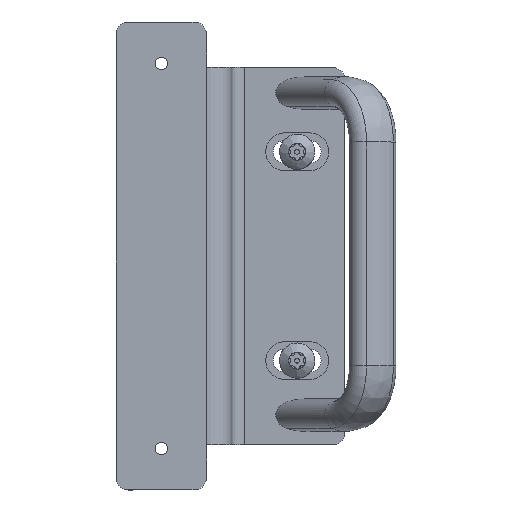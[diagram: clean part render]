
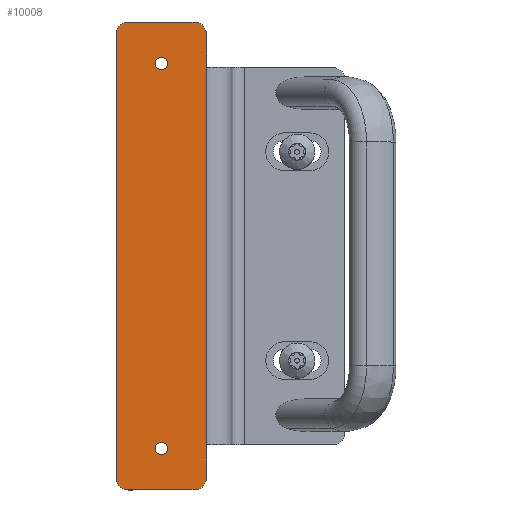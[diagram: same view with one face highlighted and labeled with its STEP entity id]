
A CAD part, top view. The second image highlights one B-rep face of the part: STEP entity #10008.
In plain terms, the highlighted planar face has unit normal (0, 0, 1).
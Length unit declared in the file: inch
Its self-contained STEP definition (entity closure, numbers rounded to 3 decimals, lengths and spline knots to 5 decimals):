
#131 = CARTESIAN_POINT ( 'NONE',  ( -1.08268, 3.11024, 0.90551 ) ) ;
#137 = LINE ( 'NONE', #826, #7312 ) ;
#161 = ORIENTED_EDGE ( 'NONE', *, *, #10297, .T. ) ;
#273 = VERTEX_POINT ( 'NONE', #6758 ) ;
#453 = CARTESIAN_POINT ( 'NONE',  ( -1.08268, -3.01181, 0.90551 ) ) ;
#498 = DIRECTION ( 'NONE',  ( 0., 0., 1. ) ) ;
#529 = CIRCLE ( 'NONE', #2217, 0.19685 ) ;
#600 = DIRECTION ( 'NONE',  ( 0., 0., 1. ) ) ;
#649 = DIRECTION ( 'NONE',  ( 0., 1., 0. ) ) ;
#678 = LINE ( 'NONE', #3695, #10251 ) ;
#737 = AXIS2_PLACEMENT_3D ( 'NONE', #2533, #5736, #1732 ) ;
#764 = VERTEX_POINT ( 'NONE', #8076 ) ;
#826 = CARTESIAN_POINT ( 'NONE',  ( -1.08268, 3.66142, 0.90551 ) ) ;
#908 = CIRCLE ( 'NONE', #4605, 0.09843 ) ;
#1053 = VERTEX_POINT ( 'NONE', #10299 ) ;
#1195 = ORIENTED_EDGE ( 'NONE', *, *, #3619, .T. ) ;
#1201 = CARTESIAN_POINT ( 'NONE',  ( -1.59449, 3.46457, 0.90551 ) ) ;
#1223 = ORIENTED_EDGE ( 'NONE', *, *, #5271, .T. ) ;
#1260 = VECTOR ( 'NONE', #2800, 39.37008 ) ;
#1270 = AXIS2_PLACEMENT_3D ( 'NONE', #7663, #10202, #4668 ) ;
#1317 = CIRCLE ( 'NONE', #4332, 0.19685 ) ;
#1495 = ORIENTED_EDGE ( 'NONE', *, *, #4790, .T. ) ;
#1504 = CARTESIAN_POINT ( 'NONE',  ( -1.59449, -3.46457, 0.90551 ) ) ;
#1553 = EDGE_CURVE ( 'NONE', #764, #764, #4372, .T. ) ;
#1575 = LINE ( 'NONE', #3370, #2852 ) ;
#1620 = LINE ( 'NONE', #4827, #10060 ) ;
#1732 = DIRECTION ( 'NONE',  ( 0., -1., 0. ) ) ;
#1830 = VERTEX_POINT ( 'NONE', #3547 ) ;
#1863 = CARTESIAN_POINT ( 'NONE',  ( -1.79134, 0., 0.90551 ) ) ;
#2137 = VECTOR ( 'NONE', #9758, 39.37008 ) ;
#2169 = VERTEX_POINT ( 'NONE', #3881 ) ;
#2217 = AXIS2_PLACEMENT_3D ( 'NONE', #1504, #600, #649 ) ;
#2276 = CIRCLE ( 'NONE', #1270, 0.19685 ) ;
#2407 = DIRECTION ( 'NONE',  ( -1., 0., 0. ) ) ;
#2509 = VERTEX_POINT ( 'NONE', #131 ) ;
#2533 = CARTESIAN_POINT ( 'NONE',  ( -1.08268, 0., 0.90551 ) ) ;
#2683 = FACE_BOUND ( 'NONE', #5875, .T. ) ;
#2800 = DIRECTION ( 'NONE',  ( 0., 1., 0. ) ) ;
#2852 = VECTOR ( 'NONE', #9780, 39.37008 ) ;
#2886 = CARTESIAN_POINT ( 'NONE',  ( -0.37402, -2.95276, 0.90551 ) ) ;
#3107 = AXIS2_PLACEMENT_3D ( 'NONE', #1201, #6874, #4395 ) ;
#3155 = EDGE_CURVE ( 'NONE', #3263, #8963, #678, .T. ) ;
#3263 = VERTEX_POINT ( 'NONE', #4681 ) ;
#3340 = VERTEX_POINT ( 'NONE', #8893 ) ;
#3370 = CARTESIAN_POINT ( 'NONE',  ( -0.37402, 0., 0.90551 ) ) ;
#3419 = EDGE_CURVE ( 'NONE', #273, #2169, #1575, .T. ) ;
#3547 = CARTESIAN_POINT ( 'NONE',  ( -1.79134, 3.46457, 0.90551 ) ) ;
#3619 = EDGE_CURVE ( 'NONE', #4418, #3263, #529, .T. ) ;
#3695 = CARTESIAN_POINT ( 'NONE',  ( -1.08268, -3.66142, 0.90551 ) ) ;
#3881 = CARTESIAN_POINT ( 'NONE',  ( -0.37402, 3.46457, 0.90551 ) ) ;
#3999 = VERTEX_POINT ( 'NONE', #2886 ) ;
#4134 = EDGE_CURVE ( 'NONE', #8963, #3340, #1317, .T. ) ;
#4332 = AXIS2_PLACEMENT_3D ( 'NONE', #8441, #498, #8493 ) ;
#4372 = CIRCLE ( 'NONE', #6569, 0.09843 ) ;
#4395 = DIRECTION ( 'NONE',  ( 0., 1., 0. ) ) ;
#4418 = VERTEX_POINT ( 'NONE', #8730 ) ;
#4605 = AXIS2_PLACEMENT_3D ( 'NONE', #6403, #6294, #8818 ) ;
#4668 = DIRECTION ( 'NONE',  ( 0., 1., 0. ) ) ;
#4681 = CARTESIAN_POINT ( 'NONE',  ( -1.59449, -3.66142, 0.90551 ) ) ;
#4790 = EDGE_CURVE ( 'NONE', #3999, #273, #1620, .T. ) ;
#4801 = ORIENTED_EDGE ( 'NONE', *, *, #6396, .T. ) ;
#4827 = CARTESIAN_POINT ( 'NONE',  ( -0.37402, 0., 0.90551 ) ) ;
#4862 = VERTEX_POINT ( 'NONE', #9874 ) ;
#5271 = EDGE_CURVE ( 'NONE', #3340, #3999, #8363, .T. ) ;
#5528 = ORIENTED_EDGE ( 'NONE', *, *, #7916, .T. ) ;
#5736 = DIRECTION ( 'NONE',  ( 0., 0., 1. ) ) ;
#5875 = EDGE_LOOP ( 'NONE', ( #4801 ) ) ;
#5896 = FACE_OUTER_BOUND ( 'NONE', #6591, .T. ) ;
#6034 = ORIENTED_EDGE ( 'NONE', *, *, #3155, .T. ) ;
#6146 = CARTESIAN_POINT ( 'NONE',  ( -0.57087, -3.66142, 0.90551 ) ) ;
#6294 = DIRECTION ( 'NONE',  ( 0., 0., -1. ) ) ;
#6396 = EDGE_CURVE ( 'NONE', #2509, #2509, #908, .T. ) ;
#6403 = CARTESIAN_POINT ( 'NONE',  ( -1.08268, 3.01181, 0.90551 ) ) ;
#6527 = FACE_BOUND ( 'NONE', #7700, .T. ) ;
#6569 = AXIS2_PLACEMENT_3D ( 'NONE', #453, #10034, #8498 ) ;
#6591 = EDGE_LOOP ( 'NONE', ( #7829, #1223, #1495, #10391, #8092, #9116, #161, #5528, #1195, #6034 ) ) ;
#6758 = CARTESIAN_POINT ( 'NONE',  ( -0.37402, 2.95276, 0.90551 ) ) ;
#6874 = DIRECTION ( 'NONE',  ( 0., 0., 1. ) ) ;
#6992 = ORIENTED_EDGE ( 'NONE', *, *, #1553, .T. ) ;
#7312 = VECTOR ( 'NONE', #2407, 39.37008 ) ;
#7347 = EDGE_CURVE ( 'NONE', #2169, #1053, #2276, .T. ) ;
#7382 = LINE ( 'NONE', #1863, #2137 ) ;
#7394 = EDGE_CURVE ( 'NONE', #1053, #4862, #137, .T. ) ;
#7663 = CARTESIAN_POINT ( 'NONE',  ( -0.57087, 3.46457, 0.90551 ) ) ;
#7700 = EDGE_LOOP ( 'NONE', ( #6992 ) ) ;
#7829 = ORIENTED_EDGE ( 'NONE', *, *, #4134, .T. ) ;
#7916 = EDGE_CURVE ( 'NONE', #1830, #4418, #7382, .T. ) ;
#8076 = CARTESIAN_POINT ( 'NONE',  ( -1.08268, -2.91339, 0.90551 ) ) ;
#8092 = ORIENTED_EDGE ( 'NONE', *, *, #7347, .T. ) ;
#8363 = LINE ( 'NONE', #10003, #1260 ) ;
#8441 = CARTESIAN_POINT ( 'NONE',  ( -0.57087, -3.46457, 0.90551 ) ) ;
#8493 = DIRECTION ( 'NONE',  ( 0., 1., 0. ) ) ;
#8498 = DIRECTION ( 'NONE',  ( 0., 1., 0. ) ) ;
#8672 = DIRECTION ( 'NONE',  ( 1., 0., 0. ) ) ;
#8730 = CARTESIAN_POINT ( 'NONE',  ( -1.79134, -3.46457, 0.90551 ) ) ;
#8818 = DIRECTION ( 'NONE',  ( 0., 1., 0. ) ) ;
#8893 = CARTESIAN_POINT ( 'NONE',  ( -0.37402, -3.46457, 0.90551 ) ) ;
#8931 = DIRECTION ( 'NONE',  ( 0., 1., 0. ) ) ;
#8963 = VERTEX_POINT ( 'NONE', #6146 ) ;
#8990 = CIRCLE ( 'NONE', #3107, 0.19685 ) ;
#9116 = ORIENTED_EDGE ( 'NONE', *, *, #7394, .T. ) ;
#9738 = PLANE ( 'NONE',  #737 ) ;
#9758 = DIRECTION ( 'NONE',  ( 0., -1., 0. ) ) ;
#9780 = DIRECTION ( 'NONE',  ( 0., 1., 0. ) ) ;
#9874 = CARTESIAN_POINT ( 'NONE',  ( -1.59449, 3.66142, 0.90551 ) ) ;
#10003 = CARTESIAN_POINT ( 'NONE',  ( -0.37402, 0., 0.90551 ) ) ;
#10008 = ADVANCED_FACE ( 'NONE', ( #6527, #2683, #5896 ), #9738, .T. ) ;
#10034 = DIRECTION ( 'NONE',  ( 0., 0., -1. ) ) ;
#10060 = VECTOR ( 'NONE', #8931, 39.37008 ) ;
#10202 = DIRECTION ( 'NONE',  ( 0., 0., 1. ) ) ;
#10251 = VECTOR ( 'NONE', #8672, 39.37008 ) ;
#10297 = EDGE_CURVE ( 'NONE', #4862, #1830, #8990, .T. ) ;
#10299 = CARTESIAN_POINT ( 'NONE',  ( -0.57087, 3.66142, 0.90551 ) ) ;
#10391 = ORIENTED_EDGE ( 'NONE', *, *, #3419, .T. ) ;
